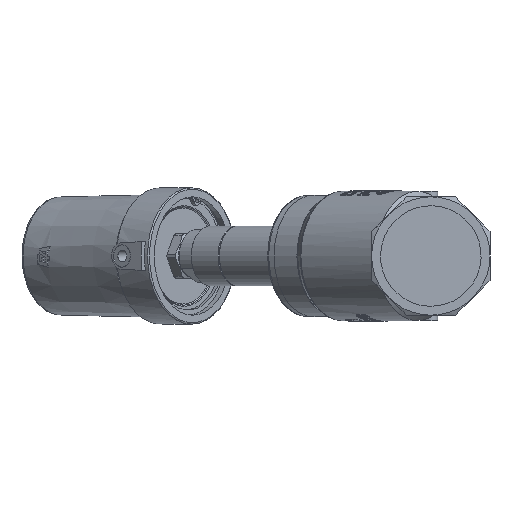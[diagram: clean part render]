
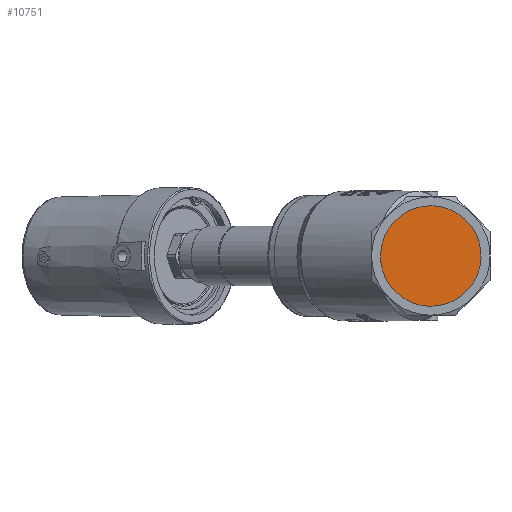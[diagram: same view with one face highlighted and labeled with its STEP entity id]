
A CAD part, left-side view. The second image highlights one B-rep face of the part: STEP entity #10751.
In plain terms, the highlighted planar face has unit normal (-1, 0, 0).
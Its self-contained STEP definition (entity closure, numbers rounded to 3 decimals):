
#981=CIRCLE('',#11647,36.113);
#982=CIRCLE('',#11648,36.113);
#1811=FACE_OUTER_BOUND('',#2467,.T.);
#2467=EDGE_LOOP('',(#8697,#8698));
#4755=VERTEX_POINT('',#21511);
#4756=VERTEX_POINT('',#21513);
#6173=EDGE_CURVE('',#4756,#4755,#981,.T.);
#6174=EDGE_CURVE('',#4755,#4756,#982,.T.);
#8697=ORIENTED_EDGE('',*,*,#6173,.T.);
#8698=ORIENTED_EDGE('',*,*,#6174,.T.);
#10285=PLANE('',#11649);
#10751=ADVANCED_FACE('',(#1811),#10285,.T.);
#11647=AXIS2_PLACEMENT_3D('',#21514,#13604,#13605);
#11648=AXIS2_PLACEMENT_3D('',#21515,#13606,#13607);
#11649=AXIS2_PLACEMENT_3D('',#21516,#13608,#13609);
#13604=DIRECTION('center_axis',(-1.,0.,0.));
#13605=DIRECTION('ref_axis',(0.,-0.383,0.924));
#13606=DIRECTION('center_axis',(-1.,0.,0.));
#13607=DIRECTION('ref_axis',(0.,-0.383,0.924));
#13608=DIRECTION('center_axis',(-1.,0.,0.));
#13609=DIRECTION('ref_axis',(0.,-0.383,0.924));
#21511=CARTESIAN_POINT('',(-60.,13.82,-33.364));
#21513=CARTESIAN_POINT('',(-60.,-13.82,33.364));
#21514=CARTESIAN_POINT('Origin',(-60.,0.,0.));
#21515=CARTESIAN_POINT('Origin',(-60.,0.,0.));
#21516=CARTESIAN_POINT('Origin',(-60.,0.,0.));
